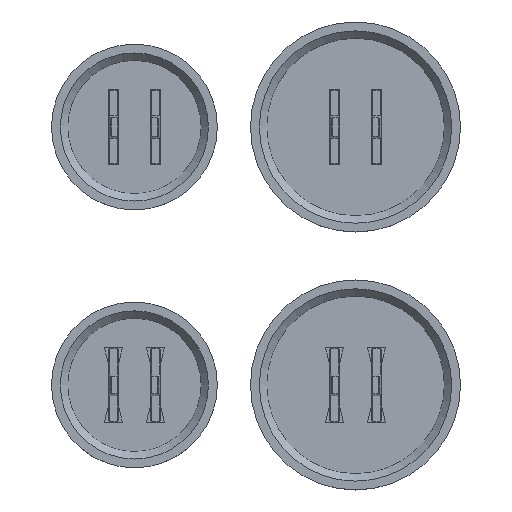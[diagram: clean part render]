
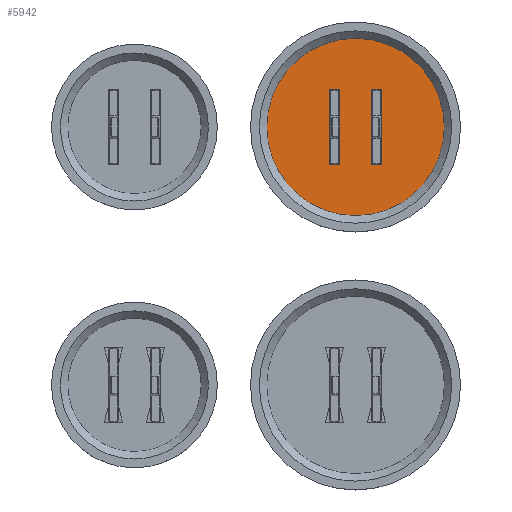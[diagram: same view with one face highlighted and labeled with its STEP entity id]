
A CAD part, top view. The second image highlights one B-rep face of the part: STEP entity #5942.
In plain terms, the highlighted planar face has unit normal (0, 0, 1).
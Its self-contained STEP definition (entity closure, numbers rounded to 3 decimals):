
#63=FACE_BOUND('',#599,.T.);
#64=FACE_BOUND('',#600,.T.);
#112=CIRCLE('',#6377,12.05);
#234=FACE_OUTER_BOUND('',#598,.T.);
#598=EDGE_LOOP('',(#4282));
#599=EDGE_LOOP('',(#4283,#4284,#4285,#4286));
#600=EDGE_LOOP('',(#4287,#4288,#4289,#4290));
#1053=LINE('',#8702,#1853);
#1056=LINE('',#8708,#1856);
#1059=LINE('',#8714,#1859);
#1062=LINE('',#8718,#1862);
#1065=LINE('',#8727,#1865);
#1068=LINE('',#8733,#1868);
#1071=LINE('',#8739,#1871);
#1074=LINE('',#8743,#1874);
#1853=VECTOR('',#7043,10.);
#1856=VECTOR('',#7048,10.);
#1859=VECTOR('',#7053,10.);
#1862=VECTOR('',#7058,10.);
#1865=VECTOR('',#7065,10.);
#1868=VECTOR('',#7070,10.);
#1871=VECTOR('',#7075,10.);
#1874=VECTOR('',#7080,10.);
#2586=VERTEX_POINT('',#8699);
#2587=VERTEX_POINT('',#8701);
#2589=VERTEX_POINT('',#8707);
#2591=VERTEX_POINT('',#8713);
#2594=VERTEX_POINT('',#8724);
#2595=VERTEX_POINT('',#8726);
#2597=VERTEX_POINT('',#8732);
#2599=VERTEX_POINT('',#8738);
#2608=VERTEX_POINT('',#8800);
#3179=EDGE_CURVE('',#2587,#2586,#1053,.T.);
#3182=EDGE_CURVE('',#2589,#2587,#1056,.T.);
#3185=EDGE_CURVE('',#2591,#2589,#1059,.T.);
#3188=EDGE_CURVE('',#2586,#2591,#1062,.T.);
#3191=EDGE_CURVE('',#2595,#2594,#1065,.T.);
#3194=EDGE_CURVE('',#2597,#2595,#1068,.T.);
#3197=EDGE_CURVE('',#2599,#2597,#1071,.T.);
#3200=EDGE_CURVE('',#2594,#2599,#1074,.T.);
#3214=EDGE_CURVE('',#2608,#2608,#112,.T.);
#4282=ORIENTED_EDGE('',*,*,#3214,.T.);
#4283=ORIENTED_EDGE('',*,*,#3179,.T.);
#4284=ORIENTED_EDGE('',*,*,#3188,.T.);
#4285=ORIENTED_EDGE('',*,*,#3185,.T.);
#4286=ORIENTED_EDGE('',*,*,#3182,.T.);
#4287=ORIENTED_EDGE('',*,*,#3191,.T.);
#4288=ORIENTED_EDGE('',*,*,#3200,.T.);
#4289=ORIENTED_EDGE('',*,*,#3197,.T.);
#4290=ORIENTED_EDGE('',*,*,#3194,.T.);
#5592=PLANE('',#6378);
#5942=ADVANCED_FACE('',(#234,#63,#64),#5592,.T.);
#6377=AXIS2_PLACEMENT_3D('',#8802,#7115,#7116);
#6378=AXIS2_PLACEMENT_3D('',#8803,#7117,#7118);
#7043=DIRECTION('',(0.,-1.,0.));
#7048=DIRECTION('',(1.,0.,0.));
#7053=DIRECTION('',(0.,1.,0.));
#7058=DIRECTION('',(-1.,0.,0.));
#7065=DIRECTION('',(0.,1.,0.));
#7070=DIRECTION('',(-1.,0.,0.));
#7075=DIRECTION('',(0.,-1.,0.));
#7080=DIRECTION('',(1.,0.,0.));
#7115=DIRECTION('center_axis',(0.,0.,1.));
#7116=DIRECTION('ref_axis',(1.,0.,0.));
#7117=DIRECTION('center_axis',(0.,0.,1.));
#7118=DIRECTION('ref_axis',(1.,0.,0.));
#8699=CARTESIAN_POINT('',(-2.125,-5.05,1.4));
#8701=CARTESIAN_POINT('',(-2.125,5.05,1.4));
#8702=CARTESIAN_POINT('',(-2.125,2.525,1.4));
#8707=CARTESIAN_POINT('',(-3.575,5.05,1.4));
#8708=CARTESIAN_POINT('',(-1.787,5.05,1.4));
#8713=CARTESIAN_POINT('',(-3.575,-5.05,1.4));
#8714=CARTESIAN_POINT('',(-3.575,-2.525,1.4));
#8718=CARTESIAN_POINT('',(-1.062,-5.05,1.4));
#8724=CARTESIAN_POINT('',(2.125,5.05,1.4));
#8726=CARTESIAN_POINT('',(2.125,-5.05,1.4));
#8727=CARTESIAN_POINT('',(2.125,-2.525,1.4));
#8732=CARTESIAN_POINT('',(3.575,-5.05,1.4));
#8733=CARTESIAN_POINT('',(1.787,-5.05,1.4));
#8738=CARTESIAN_POINT('',(3.575,5.05,1.4));
#8739=CARTESIAN_POINT('',(3.575,2.525,1.4));
#8743=CARTESIAN_POINT('',(1.062,5.05,1.4));
#8800=CARTESIAN_POINT('',(-12.05,0.,1.4));
#8802=CARTESIAN_POINT('Origin',(0.,0.,1.4));
#8803=CARTESIAN_POINT('Origin',(0.,0.,1.4));
